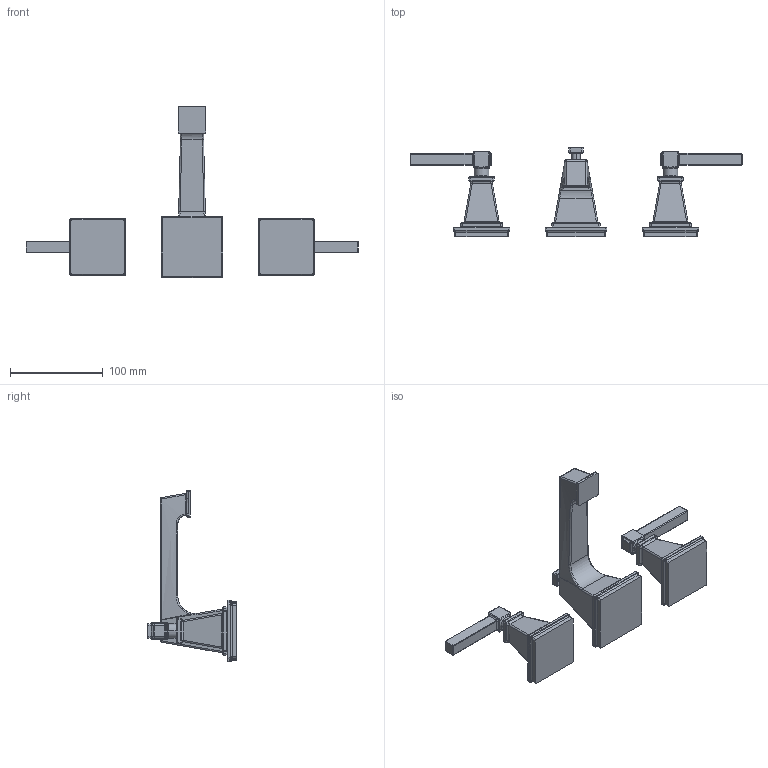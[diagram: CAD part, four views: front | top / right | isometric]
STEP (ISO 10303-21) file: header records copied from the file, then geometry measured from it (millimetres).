
FILE_DESCRIPTION((''),'2;1');
FILE_NAME('3140','2020-11-30T11:22:52',('jinson.thomas'),(''),'CREO PARAMETRIC BY PTC INC, 2018400','CREO PARAMETRIC BY PTC INC, 2018400','');
FILE_SCHEMA(('CONFIG_CONTROL_DESIGN'));
Length unit declared in the file: inch
Products named in the file (1): 3140
Bounding box: 357.2 x 96.52 x 184.86 mm (x, y, z)
Volume: 441622.1 mm3; surface area: 77701.7 mm2
Topology: 3 solids, 3 shells, 672 faces, 1550 edges, 870 vertices
Faces by surface type: cylinder 274, bspline 220, plane 126, sphere 32, torus 20
Entity records: 27057 total; most frequent: CARTESIAN_POINT 13606, ORIENTED_EDGE 3036, DIRECTION 2454, EDGE_CURVE 1518, AXIS2_PLACEMENT_3D 957, VERTEX_POINT 870, EDGE_LOOP 690, FACE_OUTER_BOUND 672
